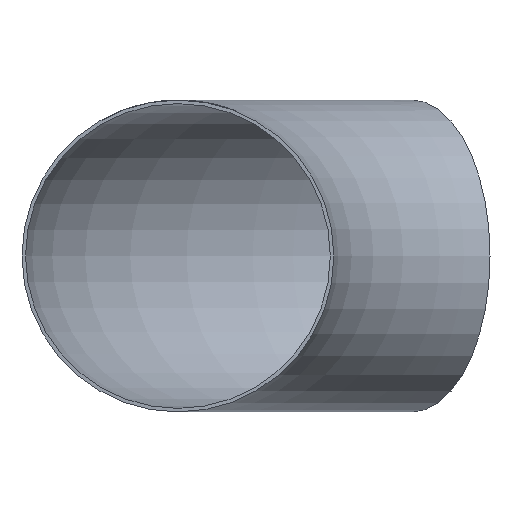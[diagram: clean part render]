
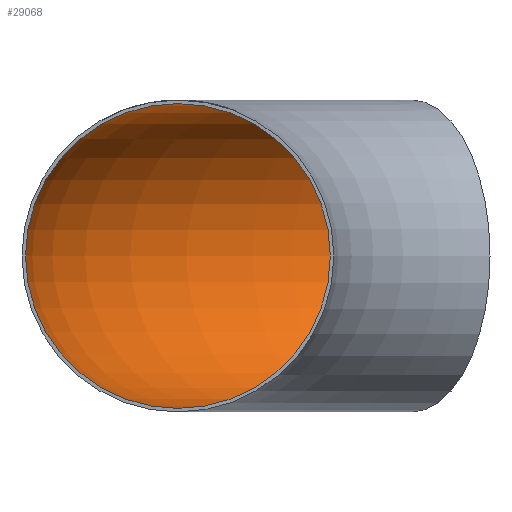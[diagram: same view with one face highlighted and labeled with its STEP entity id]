
A CAD part, front view. The second image highlights one B-rep face of the part: STEP entity #29068.
In plain terms, the highlighted toroidal (fillet/blend) face has major radius 534 mm and minor radius 173.8 mm.
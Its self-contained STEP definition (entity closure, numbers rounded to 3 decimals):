
#466 = AXIS2_PLACEMENT_3D ( 'NONE', #15768, #19200, #16131 ) ;
#2558 = EDGE_LOOP ( 'NONE', ( #18362 ) ) ;
#4086 = FACE_OUTER_BOUND ( 'NONE', #28422, .T. ) ;
#6752 = TOROIDAL_SURFACE ( 'NONE', #11356, 534., 173.8 ) ;
#9412 = AXIS2_PLACEMENT_3D ( 'NONE', #13449, #17049, #11280 ) ;
#11280 = DIRECTION ( 'NONE',  ( 0., 0., 1. ) ) ;
#11356 = AXIS2_PLACEMENT_3D ( 'NONE', #28939, #15232, #34503 ) ;
#12515 = CIRCLE ( 'NONE', #466, 173.8 ) ;
#13449 = CARTESIAN_POINT ( 'NONE',  ( -534., 0., 0. ) ) ;
#15051 = FACE_OUTER_BOUND ( 'NONE', #2558, .T. ) ;
#15232 = DIRECTION ( 'NONE',  ( 0., 0., -1. ) ) ;
#15768 = CARTESIAN_POINT ( 'NONE',  ( -267., 462.458, 0. ) ) ;
#16131 = DIRECTION ( 'NONE',  ( -0.5, 0.866, 0. ) ) ;
#17049 = DIRECTION ( 'NONE',  ( 0., 1., 0. ) ) ;
#18362 = ORIENTED_EDGE ( 'NONE', *, *, #21779, .F. ) ;
#19200 = DIRECTION ( 'NONE',  ( 0.866, 0.5, 0. ) ) ;
#21779 = EDGE_CURVE ( 'NONE', #31287, #31287, #32433, .T. ) ;
#25895 = VERTEX_POINT ( 'NONE', #28778 ) ;
#26249 = ORIENTED_EDGE ( 'NONE', *, *, #29418, .T. ) ;
#28422 = EDGE_LOOP ( 'NONE', ( #26249 ) ) ;
#28778 = CARTESIAN_POINT ( 'NONE',  ( -353.9, 612.973, 0. ) ) ;
#28939 = CARTESIAN_POINT ( 'NONE',  ( 0., 0., 0. ) ) ;
#29068 = ADVANCED_FACE ( 'NONE', ( #4086, #15051 ), #6752, .F. ) ;
#29418 = EDGE_CURVE ( 'NONE', #25895, #25895, #12515, .T. ) ;
#31287 = VERTEX_POINT ( 'NONE', #31466 ) ;
#31466 = CARTESIAN_POINT ( 'NONE',  ( -534., 0., 173.8 ) ) ;
#32433 = CIRCLE ( 'NONE', #9412, 173.8 ) ;
#34503 = DIRECTION ( 'NONE',  ( -1., 0., 0. ) ) ;
